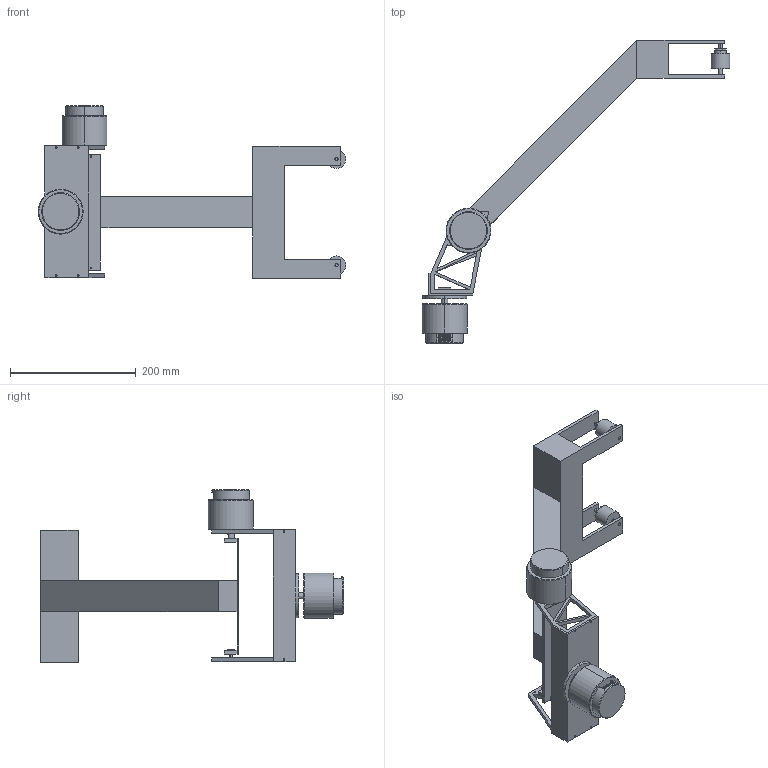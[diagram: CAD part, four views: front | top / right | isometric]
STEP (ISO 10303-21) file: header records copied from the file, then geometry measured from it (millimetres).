
FILE_DESCRIPTION((''),'2;1');
FILE_NAME('RM-000_ASM','2018-03-17T17:26:34',('Menger'),(''),'CREO PARAMETRIC BY PTC INC, 2017260','CREO PARAMETRIC BY PTC INC, 2017260','');
FILE_SCHEMA(('CONFIG_CONTROL_DESIGN'));
Length unit declared in the file: inch
Products named in the file (16): 662300; 00; _000; YAW_0001; YAW00; 0003; 000; P_0001; P00; RM-_A; M3_500; 0006; RM-000; RM-000_ASM
Assembly tree (18 placements, depth 2):
  RM-000_ASM
    662300  x2
    00
    _000
    00
    YAW_0001
    YAW00
    0003
    000
    P_0001
    P00
    RM-_A
    M3_500
    000
    0006  x2
    RM-000  x2
Bounding box: 489.89 x 482.43 x 274.5 mm (x, y, z)
Volume: 2184629.1 mm3; surface area: 315407.5 mm2
Topology: 18 solids, 18 shells, 754 faces, 1970 edges, 1286 vertices
Faces by surface type: plane 520, cylinder 192, cone 42
Entity records: 16329 total; most frequent: CARTESIAN_POINT 3195, DIRECTION 2647, ORIENTED_EDGE 2598, EDGE_CURVE 1299, VECTOR 943, LINE 943, VERTEX_POINT 858, AXIS2_PLACEMENT_3D 852
